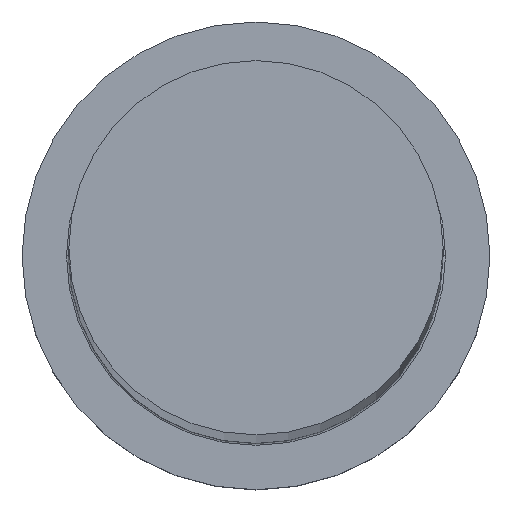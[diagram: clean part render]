
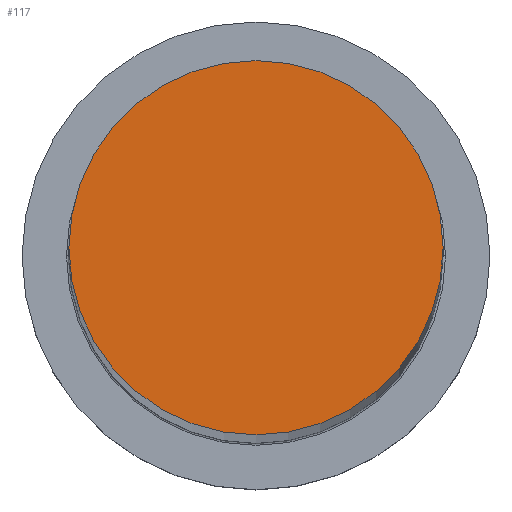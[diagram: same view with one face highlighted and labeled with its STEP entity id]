
A CAD part, top view. The second image highlights one B-rep face of the part: STEP entity #117.
In plain terms, the highlighted planar face has unit normal (0, 0, 1).
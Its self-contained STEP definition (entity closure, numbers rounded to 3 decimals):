
#14 = CARTESIAN_POINT ( 'NONE',  ( 0., 0., 410. ) ) ;
#26 = DIRECTION ( 'NONE',  ( 0., 0., 1. ) ) ;
#35 = ORIENTED_EDGE ( 'NONE', *, *, #100, .T. ) ;
#37 = DIRECTION ( 'NONE',  ( 1., 0., 0. ) ) ;
#58 = CARTESIAN_POINT ( 'NONE',  ( 0., 0., 410. ) ) ;
#85 = DIRECTION ( 'NONE',  ( 0., 0., 1. ) ) ;
#96 = EDGE_LOOP ( 'NONE', ( #246, #35 ) ) ;
#100 = EDGE_CURVE ( 'NONE', #272, #146, #115, .T. ) ;
#102 = DIRECTION ( 'NONE',  ( 0., 0., 1. ) ) ;
#105 = DIRECTION ( 'NONE',  ( 1., 0., 0. ) ) ;
#115 = CIRCLE ( 'NONE', #290, 16. ) ;
#117 = ADVANCED_FACE ( 'NONE', ( #127 ), #199, .T. ) ;
#127 = FACE_OUTER_BOUND ( 'NONE', #96, .T. ) ;
#146 = VERTEX_POINT ( 'NONE', #174 ) ;
#174 = CARTESIAN_POINT ( 'NONE',  ( -16., 0., 410. ) ) ;
#178 = EDGE_CURVE ( 'NONE', #146, #272, #210, .T. ) ;
#196 = AXIS2_PLACEMENT_3D ( 'NONE', #58, #85, #105 ) ;
#199 = PLANE ( 'NONE',  #196 ) ;
#207 = CARTESIAN_POINT ( 'NONE',  ( 0., 0., 410. ) ) ;
#210 = CIRCLE ( 'NONE', #305, 16. ) ;
#231 = DIRECTION ( 'NONE',  ( 1., 0., 0. ) ) ;
#246 = ORIENTED_EDGE ( 'NONE', *, *, #178, .T. ) ;
#272 = VERTEX_POINT ( 'NONE', #280 ) ;
#280 = CARTESIAN_POINT ( 'NONE',  ( 16., 0., 410. ) ) ;
#290 = AXIS2_PLACEMENT_3D ( 'NONE', #14, #102, #37 ) ;
#305 = AXIS2_PLACEMENT_3D ( 'NONE', #207, #26, #231 ) ;
